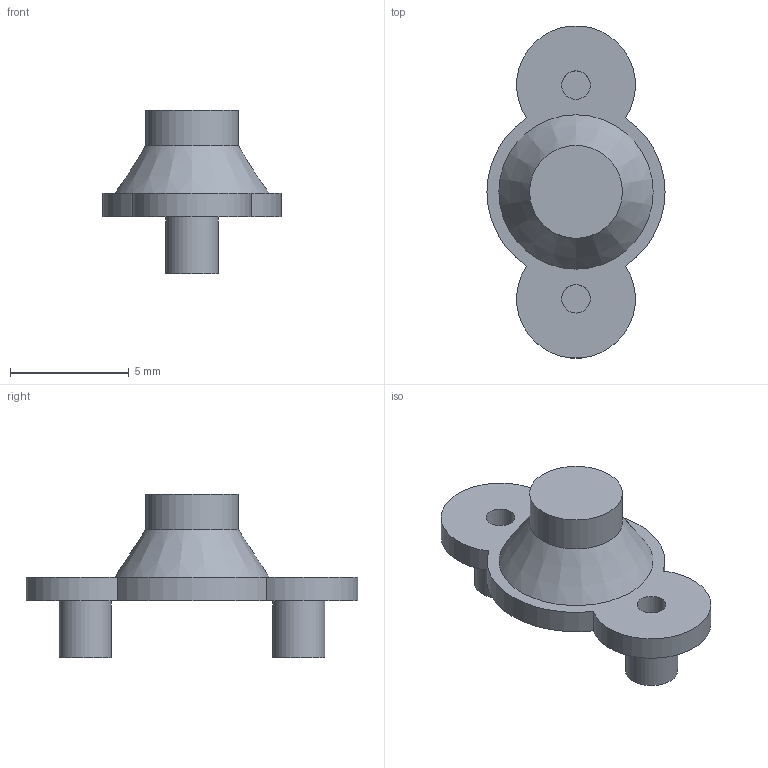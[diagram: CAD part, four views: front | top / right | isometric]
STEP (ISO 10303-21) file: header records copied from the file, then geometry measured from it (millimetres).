
FILE_DESCRIPTION(/* description */ (''),/* implementation_level */ '2;1');
FILE_NAME(/* name */ 'Thing.step',/* time_stamp */ '2025-07-26T21:25:34-04:00',/* author */ (''),/* organization */ (''),/* preprocessor_version */ 'ST-DEVELOPER v20.1',/* originating_system */ 'Autodesk Translation Framework v14.10.0.0',/* authorisation */ '');
FILE_SCHEMA (('AUTOMOTIVE_DESIGN { 1 0 10303 214 3 1 1 }'));
Length unit declared in the file: millimetre
Products named in the file (1): (Unsaved)
Bounding box: 7.5 x 13.98 x 6.9 mm (x, y, z)
Volume: 87.8 mm3; surface area: 321.8 mm2
Topology: 2 solids, 2 shells, 23 faces, 38 edges, 25 vertices
Faces by surface type: cylinder 11, plane 10, cone 2
Full cylindrical faces by diameter (mm): 1.2 x2, 2.2 x2, 3.197 x1, 3.912 x1, 6.5 x1
Entity records: 595 total; most frequent: DIRECTION 111, CARTESIAN_POINT 87, ORIENTED_EDGE 76, AXIS2_PLACEMENT_3D 49, EDGE_CURVE 38, EDGE_LOOP 29, CIRCLE 25, VERTEX_POINT 25
